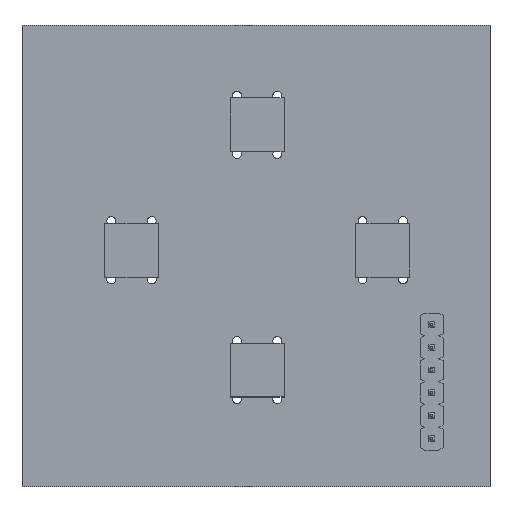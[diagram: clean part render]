
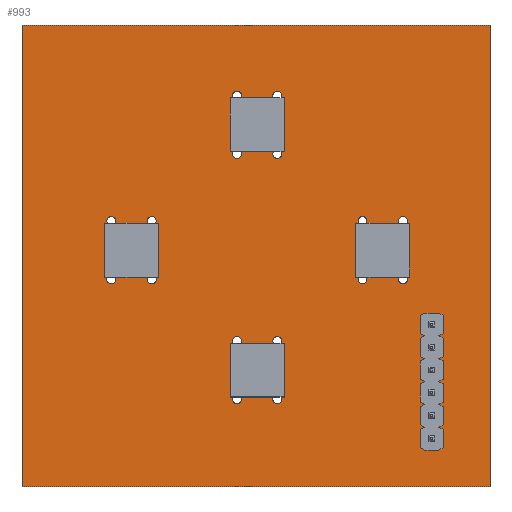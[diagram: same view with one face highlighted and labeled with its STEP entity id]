
A CAD part, top view. The second image highlights one B-rep face of the part: STEP entity #993.
In plain terms, the highlighted planar face has unit normal (0, 0, 1).
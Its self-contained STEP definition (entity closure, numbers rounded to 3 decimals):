
#72 = VERTEX_POINT('',#73);
#73 = CARTESIAN_POINT('',(-0.254,0.,0.411));
#79 = EDGE_CURVE('',#72,#80,#82,.T.);
#80 = VERTEX_POINT('',#81);
#81 = CARTESIAN_POINT('',(51.816,0.,0.411));
#82 = LINE('',#83,#84);
#83 = CARTESIAN_POINT('',(-0.254,0.,0.411));
#84 = VECTOR('',#85,1.);
#85 = DIRECTION('',(1.,0.,0.));
#110 = EDGE_CURVE('',#80,#111,#113,.T.);
#111 = VERTEX_POINT('',#112);
#112 = CARTESIAN_POINT('',(51.816,51.308,0.411));
#113 = LINE('',#114,#115);
#114 = CARTESIAN_POINT('',(51.816,0.,0.411));
#115 = VECTOR('',#116,1.);
#116 = DIRECTION('',(0.,1.,0.));
#141 = EDGE_CURVE('',#111,#142,#144,.T.);
#142 = VERTEX_POINT('',#143);
#143 = CARTESIAN_POINT('',(-0.254,51.308,0.411));
#144 = LINE('',#145,#146);
#145 = CARTESIAN_POINT('',(51.816,51.308,0.411));
#146 = VECTOR('',#147,1.);
#147 = DIRECTION('',(-1.,0.,0.));
#172 = EDGE_CURVE('',#142,#72,#173,.T.);
#173 = LINE('',#174,#175);
#174 = CARTESIAN_POINT('',(-0.254,51.308,0.411));
#175 = VECTOR('',#176,1.);
#176 = DIRECTION('',(0.,-1.,0.));
#196 = VERTEX_POINT('',#197);
#197 = CARTESIAN_POINT('',(14.683,23.039,0.411));
#203 = EDGE_CURVE('',#196,#196,#204,.T.);
#204 = CIRCLE('',#205,0.495);
#205 = AXIS2_PLACEMENT_3D('',#206,#207,#208);
#206 = CARTESIAN_POINT('',(14.188,23.039,0.411));
#207 = DIRECTION('',(0.,0.,1.));
#208 = DIRECTION('',(1.,0.,0.));
#229 = VERTEX_POINT('',#230);
#230 = CARTESIAN_POINT('',(10.183,23.039,0.411));
#236 = EDGE_CURVE('',#229,#229,#237,.T.);
#237 = CIRCLE('',#238,0.495);
#238 = AXIS2_PLACEMENT_3D('',#239,#240,#241);
#239 = CARTESIAN_POINT('',(9.688,23.039,0.411));
#240 = DIRECTION('',(0.,0.,1.));
#241 = DIRECTION('',(1.,0.,0.));
#262 = VERTEX_POINT('',#263);
#263 = CARTESIAN_POINT('',(24.153,9.704,0.411));
#269 = EDGE_CURVE('',#262,#262,#270,.T.);
#270 = CIRCLE('',#271,0.495);
#271 = AXIS2_PLACEMENT_3D('',#272,#273,#274);
#272 = CARTESIAN_POINT('',(23.658,9.704,0.411));
#273 = DIRECTION('',(0.,0.,1.));
#274 = DIRECTION('',(1.,0.,0.));
#295 = VERTEX_POINT('',#296);
#296 = CARTESIAN_POINT('',(24.153,16.204,0.411));
#302 = EDGE_CURVE('',#295,#295,#303,.T.);
#303 = CIRCLE('',#304,0.495);
#304 = AXIS2_PLACEMENT_3D('',#305,#306,#307);
#305 = CARTESIAN_POINT('',(23.658,16.204,0.411));
#306 = DIRECTION('',(0.,0.,1.));
#307 = DIRECTION('',(1.,0.,0.));
#328 = VERTEX_POINT('',#329);
#329 = CARTESIAN_POINT('',(28.653,16.204,0.411));
#335 = EDGE_CURVE('',#328,#328,#336,.T.);
#336 = CIRCLE('',#337,0.495);
#337 = AXIS2_PLACEMENT_3D('',#338,#339,#340);
#338 = CARTESIAN_POINT('',(28.158,16.204,0.411));
#339 = DIRECTION('',(0.,0.,1.));
#340 = DIRECTION('',(1.,0.,0.));
#361 = VERTEX_POINT('',#362);
#362 = CARTESIAN_POINT('',(10.183,29.539,0.411));
#368 = EDGE_CURVE('',#361,#361,#369,.T.);
#369 = CIRCLE('',#370,0.495);
#370 = AXIS2_PLACEMENT_3D('',#371,#372,#373);
#371 = CARTESIAN_POINT('',(9.688,29.539,0.411));
#372 = DIRECTION('',(0.,0.,1.));
#373 = DIRECTION('',(1.,0.,0.));
#394 = VERTEX_POINT('',#395);
#395 = CARTESIAN_POINT('',(14.683,29.539,0.411));
#401 = EDGE_CURVE('',#394,#394,#402,.T.);
#402 = CIRCLE('',#403,0.495);
#403 = AXIS2_PLACEMENT_3D('',#404,#405,#406);
#404 = CARTESIAN_POINT('',(14.188,29.539,0.411));
#405 = DIRECTION('',(0.,0.,1.));
#406 = DIRECTION('',(1.,0.,0.));
#427 = VERTEX_POINT('',#428);
#428 = CARTESIAN_POINT('',(24.153,37.009,0.411));
#434 = EDGE_CURVE('',#427,#427,#435,.T.);
#435 = CIRCLE('',#436,0.495);
#436 = AXIS2_PLACEMENT_3D('',#437,#438,#439);
#437 = CARTESIAN_POINT('',(23.658,37.009,0.411));
#438 = DIRECTION('',(0.,0.,1.));
#439 = DIRECTION('',(1.,0.,0.));
#460 = VERTEX_POINT('',#461);
#461 = CARTESIAN_POINT('',(28.653,37.009,0.411));
#467 = EDGE_CURVE('',#460,#460,#468,.T.);
#468 = CIRCLE('',#469,0.495);
#469 = AXIS2_PLACEMENT_3D('',#470,#471,#472);
#470 = CARTESIAN_POINT('',(28.158,37.009,0.411));
#471 = DIRECTION('',(0.,0.,1.));
#472 = DIRECTION('',(1.,0.,0.));
#493 = VERTEX_POINT('',#494);
#494 = CARTESIAN_POINT('',(24.153,43.509,0.411));
#500 = EDGE_CURVE('',#493,#493,#501,.T.);
#501 = CIRCLE('',#502,0.495);
#502 = AXIS2_PLACEMENT_3D('',#503,#504,#505);
#503 = CARTESIAN_POINT('',(23.658,43.509,0.411));
#504 = DIRECTION('',(0.,0.,1.));
#505 = DIRECTION('',(1.,0.,0.));
#526 = VERTEX_POINT('',#527);
#527 = CARTESIAN_POINT('',(28.653,43.509,0.411));
#533 = EDGE_CURVE('',#526,#526,#534,.T.);
#534 = CIRCLE('',#535,0.495);
#535 = AXIS2_PLACEMENT_3D('',#536,#537,#538);
#536 = CARTESIAN_POINT('',(28.158,43.509,0.411));
#537 = DIRECTION('',(0.,0.,1.));
#538 = DIRECTION('',(1.,0.,0.));
#559 = VERTEX_POINT('',#560);
#560 = CARTESIAN_POINT('',(45.889,7.874,0.411));
#566 = EDGE_CURVE('',#559,#559,#567,.T.);
#567 = CIRCLE('',#568,0.55);
#568 = AXIS2_PLACEMENT_3D('',#569,#570,#571);
#569 = CARTESIAN_POINT('',(45.339,7.874,0.411));
#570 = DIRECTION('',(0.,0.,1.));
#571 = DIRECTION('',(1.,0.,0.));
#592 = VERTEX_POINT('',#593);
#593 = CARTESIAN_POINT('',(28.653,9.704,0.411));
#599 = EDGE_CURVE('',#592,#592,#600,.T.);
#600 = CIRCLE('',#601,0.495);
#601 = AXIS2_PLACEMENT_3D('',#602,#603,#604);
#602 = CARTESIAN_POINT('',(28.158,9.704,0.411));
#603 = DIRECTION('',(0.,0.,1.));
#604 = DIRECTION('',(1.,0.,0.));
#625 = VERTEX_POINT('',#626);
#626 = CARTESIAN_POINT('',(45.889,5.334,0.411));
#632 = EDGE_CURVE('',#625,#625,#633,.T.);
#633 = CIRCLE('',#634,0.55);
#634 = AXIS2_PLACEMENT_3D('',#635,#636,#637);
#635 = CARTESIAN_POINT('',(45.339,5.334,0.411));
#636 = DIRECTION('',(0.,0.,1.));
#637 = DIRECTION('',(1.,0.,0.));
#658 = VERTEX_POINT('',#659);
#659 = CARTESIAN_POINT('',(45.889,12.954,0.411));
#665 = EDGE_CURVE('',#658,#658,#666,.T.);
#666 = CIRCLE('',#667,0.55);
#667 = AXIS2_PLACEMENT_3D('',#668,#669,#670);
#668 = CARTESIAN_POINT('',(45.339,12.954,0.411));
#669 = DIRECTION('',(0.,0.,1.));
#670 = DIRECTION('',(1.,0.,0.));
#691 = VERTEX_POINT('',#692);
#692 = CARTESIAN_POINT('',(45.889,10.414,0.411));
#698 = EDGE_CURVE('',#691,#691,#699,.T.);
#699 = CIRCLE('',#700,0.55);
#700 = AXIS2_PLACEMENT_3D('',#701,#702,#703);
#701 = CARTESIAN_POINT('',(45.339,10.414,0.411));
#702 = DIRECTION('',(0.,0.,1.));
#703 = DIRECTION('',(1.,0.,0.));
#724 = VERTEX_POINT('',#725);
#725 = CARTESIAN_POINT('',(38.123,23.039,0.411));
#731 = EDGE_CURVE('',#724,#724,#732,.T.);
#732 = CIRCLE('',#733,0.495);
#733 = AXIS2_PLACEMENT_3D('',#734,#735,#736);
#734 = CARTESIAN_POINT('',(37.628,23.039,0.411));
#735 = DIRECTION('',(0.,0.,1.));
#736 = DIRECTION('',(1.,0.,0.));
#757 = VERTEX_POINT('',#758);
#758 = CARTESIAN_POINT('',(38.123,29.539,0.411));
#764 = EDGE_CURVE('',#757,#757,#765,.T.);
#765 = CIRCLE('',#766,0.495);
#766 = AXIS2_PLACEMENT_3D('',#767,#768,#769);
#767 = CARTESIAN_POINT('',(37.628,29.539,0.411));
#768 = DIRECTION('',(0.,0.,1.));
#769 = DIRECTION('',(1.,0.,0.));
#790 = VERTEX_POINT('',#791);
#791 = CARTESIAN_POINT('',(42.623,23.039,0.411));
#797 = EDGE_CURVE('',#790,#790,#798,.T.);
#798 = CIRCLE('',#799,0.495);
#799 = AXIS2_PLACEMENT_3D('',#800,#801,#802);
#800 = CARTESIAN_POINT('',(42.128,23.039,0.411));
#801 = DIRECTION('',(0.,0.,1.));
#802 = DIRECTION('',(1.,0.,0.));
#823 = VERTEX_POINT('',#824);
#824 = CARTESIAN_POINT('',(45.889,15.494,0.411));
#830 = EDGE_CURVE('',#823,#823,#831,.T.);
#831 = CIRCLE('',#832,0.55);
#832 = AXIS2_PLACEMENT_3D('',#833,#834,#835);
#833 = CARTESIAN_POINT('',(45.339,15.494,0.411));
#834 = DIRECTION('',(0.,0.,1.));
#835 = DIRECTION('',(1.,0.,0.));
#856 = VERTEX_POINT('',#857);
#857 = CARTESIAN_POINT('',(42.623,29.539,0.411));
#863 = EDGE_CURVE('',#856,#856,#864,.T.);
#864 = CIRCLE('',#865,0.495);
#865 = AXIS2_PLACEMENT_3D('',#866,#867,#868);
#866 = CARTESIAN_POINT('',(42.128,29.539,0.411));
#867 = DIRECTION('',(0.,0.,1.));
#868 = DIRECTION('',(1.,0.,0.));
#889 = VERTEX_POINT('',#890);
#890 = CARTESIAN_POINT('',(45.889,18.034,0.411));
#896 = EDGE_CURVE('',#889,#889,#897,.T.);
#897 = CIRCLE('',#898,0.55);
#898 = AXIS2_PLACEMENT_3D('',#899,#900,#901);
#899 = CARTESIAN_POINT('',(45.339,18.034,0.411));
#900 = DIRECTION('',(0.,0.,1.));
#901 = DIRECTION('',(1.,0.,0.));
#993 = ADVANCED_FACE('',(#994,#1000,#1003,#1006,#1009,#1012,#1015,#1018,
    #1021,#1024,#1027,#1030,#1033,#1036,#1039,#1042,#1045,#1048,#1051,
    #1054,#1057,#1060,#1063),#1066,.F.);
#994 = FACE_BOUND('',#995,.T.);
#995 = EDGE_LOOP('',(#996,#997,#998,#999));
#996 = ORIENTED_EDGE('',*,*,#79,.T.);
#997 = ORIENTED_EDGE('',*,*,#110,.T.);
#998 = ORIENTED_EDGE('',*,*,#141,.T.);
#999 = ORIENTED_EDGE('',*,*,#172,.T.);
#1000 = FACE_BOUND('',#1001,.F.);
#1001 = EDGE_LOOP('',(#1002));
#1002 = ORIENTED_EDGE('',*,*,#203,.T.);
#1003 = FACE_BOUND('',#1004,.F.);
#1004 = EDGE_LOOP('',(#1005));
#1005 = ORIENTED_EDGE('',*,*,#236,.T.);
#1006 = FACE_BOUND('',#1007,.F.);
#1007 = EDGE_LOOP('',(#1008));
#1008 = ORIENTED_EDGE('',*,*,#269,.T.);
#1009 = FACE_BOUND('',#1010,.F.);
#1010 = EDGE_LOOP('',(#1011));
#1011 = ORIENTED_EDGE('',*,*,#302,.T.);
#1012 = FACE_BOUND('',#1013,.F.);
#1013 = EDGE_LOOP('',(#1014));
#1014 = ORIENTED_EDGE('',*,*,#335,.T.);
#1015 = FACE_BOUND('',#1016,.F.);
#1016 = EDGE_LOOP('',(#1017));
#1017 = ORIENTED_EDGE('',*,*,#368,.T.);
#1018 = FACE_BOUND('',#1019,.F.);
#1019 = EDGE_LOOP('',(#1020));
#1020 = ORIENTED_EDGE('',*,*,#401,.T.);
#1021 = FACE_BOUND('',#1022,.F.);
#1022 = EDGE_LOOP('',(#1023));
#1023 = ORIENTED_EDGE('',*,*,#434,.T.);
#1024 = FACE_BOUND('',#1025,.F.);
#1025 = EDGE_LOOP('',(#1026));
#1026 = ORIENTED_EDGE('',*,*,#467,.T.);
#1027 = FACE_BOUND('',#1028,.F.);
#1028 = EDGE_LOOP('',(#1029));
#1029 = ORIENTED_EDGE('',*,*,#500,.T.);
#1030 = FACE_BOUND('',#1031,.F.);
#1031 = EDGE_LOOP('',(#1032));
#1032 = ORIENTED_EDGE('',*,*,#533,.T.);
#1033 = FACE_BOUND('',#1034,.F.);
#1034 = EDGE_LOOP('',(#1035));
#1035 = ORIENTED_EDGE('',*,*,#566,.T.);
#1036 = FACE_BOUND('',#1037,.F.);
#1037 = EDGE_LOOP('',(#1038));
#1038 = ORIENTED_EDGE('',*,*,#599,.T.);
#1039 = FACE_BOUND('',#1040,.F.);
#1040 = EDGE_LOOP('',(#1041));
#1041 = ORIENTED_EDGE('',*,*,#632,.T.);
#1042 = FACE_BOUND('',#1043,.F.);
#1043 = EDGE_LOOP('',(#1044));
#1044 = ORIENTED_EDGE('',*,*,#665,.T.);
#1045 = FACE_BOUND('',#1046,.F.);
#1046 = EDGE_LOOP('',(#1047));
#1047 = ORIENTED_EDGE('',*,*,#698,.T.);
#1048 = FACE_BOUND('',#1049,.F.);
#1049 = EDGE_LOOP('',(#1050));
#1050 = ORIENTED_EDGE('',*,*,#731,.T.);
#1051 = FACE_BOUND('',#1052,.F.);
#1052 = EDGE_LOOP('',(#1053));
#1053 = ORIENTED_EDGE('',*,*,#764,.T.);
#1054 = FACE_BOUND('',#1055,.F.);
#1055 = EDGE_LOOP('',(#1056));
#1056 = ORIENTED_EDGE('',*,*,#797,.T.);
#1057 = FACE_BOUND('',#1058,.F.);
#1058 = EDGE_LOOP('',(#1059));
#1059 = ORIENTED_EDGE('',*,*,#830,.T.);
#1060 = FACE_BOUND('',#1061,.F.);
#1061 = EDGE_LOOP('',(#1062));
#1062 = ORIENTED_EDGE('',*,*,#863,.T.);
#1063 = FACE_BOUND('',#1064,.F.);
#1064 = EDGE_LOOP('',(#1065));
#1065 = ORIENTED_EDGE('',*,*,#896,.T.);
#1066 = PLANE('',#1067);
#1067 = AXIS2_PLACEMENT_3D('',#1068,#1069,#1070);
#1068 = CARTESIAN_POINT('',(-0.254,0.,0.411));
#1069 = DIRECTION('',(0.,0.,-1.));
#1070 = DIRECTION('',(-1.,0.,0.));
